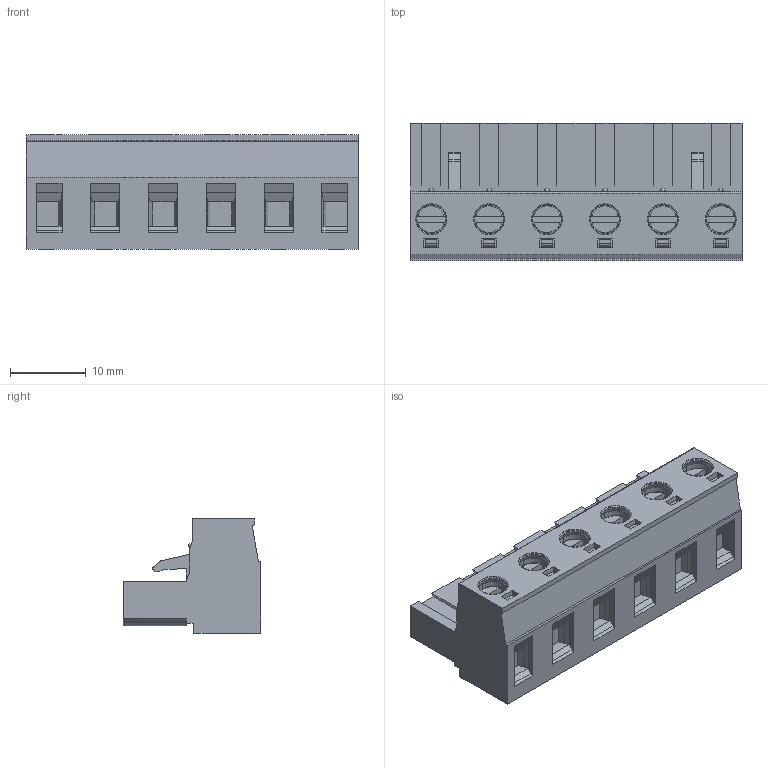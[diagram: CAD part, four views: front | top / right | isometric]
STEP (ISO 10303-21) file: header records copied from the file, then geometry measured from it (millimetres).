
FILE_DESCRIPTION( ('This file contains a STEP AP42 implementation' ,'as created by ZW3D STEP Interface translator.') ,'2;1' );
FILE_NAME( 'WJ2EDGK-7.62-06P-14-00A.stp' ,'231110.145420', (''), ('ZWCAD Software Co.'), 'Version 1.0', 'ZW3D to STEP translator', '' );
FILE_SCHEMA(('AUTOMOTIVE_DESIGN { 1 0 10303 214 1 1 1 1 }'));
Length unit declared in the file: millimetre
Products named in the file (2): 0; WJ2EDGKM-7.62-07P-14-00A
Bounding box: 43.7 x 18.1 x 15.05 mm (x, y, z)
Volume: 7150.7 mm3; surface area: 4567.1 mm2
Topology: 1 solids, 1 shells, 596 faces, 1422 edges, 876 vertices
Faces by surface type: plane 369, bspline 127, cone 48, cylinder 46, sphere 6
Entity records: 19557 total; most frequent: CARTESIAN_POINT 5520, ORIENTED_EDGE 2820, DIRECTION 2677, EDGE_CURVE 1410, VECTOR 997, LINE 997, VERTEX_POINT 876, AXIS2_PLACEMENT_3D 840
